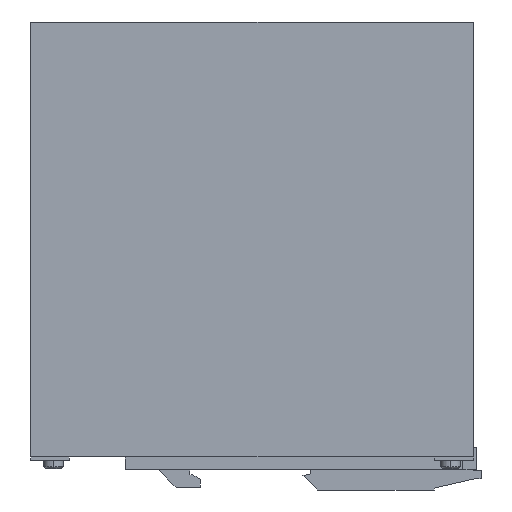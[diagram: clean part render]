
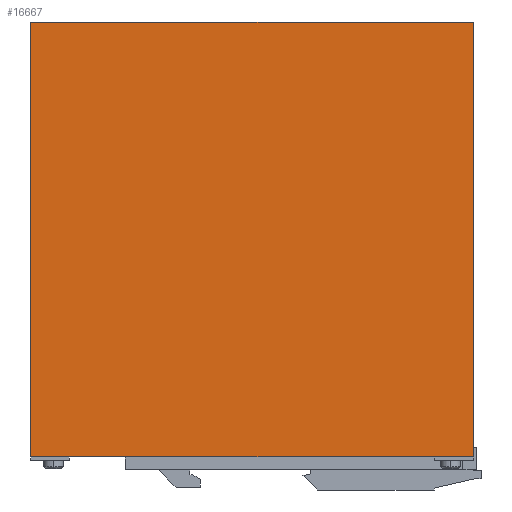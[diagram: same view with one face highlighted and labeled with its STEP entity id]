
A CAD part, left-side view. The second image highlights one B-rep face of the part: STEP entity #16667.
In plain terms, the highlighted planar face has unit normal (-1, 0, 0).
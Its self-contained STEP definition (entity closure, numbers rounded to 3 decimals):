
#28 = DIRECTION ( 'NONE',  ( 0., 1., 0. ) ) ;
#99 = AXIS2_PLACEMENT_3D ( 'NONE', #14998, #7900, #20081 ) ;
#428 = FACE_OUTER_BOUND ( 'NONE', #8810, .T. ) ;
#516 = VECTOR ( 'NONE', #21185, 1000. ) ;
#2218 = PLANE ( 'NONE',  #99 ) ;
#2359 = VERTEX_POINT ( 'NONE', #12341 ) ;
#3950 = ORIENTED_EDGE ( 'NONE', *, *, #22195, .F. ) ;
#4471 = ORIENTED_EDGE ( 'NONE', *, *, #4726, .F. ) ;
#4726 = EDGE_CURVE ( 'NONE', #6061, #2359, #18353, .T. ) ;
#5484 = LINE ( 'NONE', #10471, #5543 ) ;
#5543 = VECTOR ( 'NONE', #28, 1000. ) ;
#5645 = CARTESIAN_POINT ( 'NONE',  ( -31., -63.5, -124.6 ) ) ;
#5912 = EDGE_CURVE ( 'NONE', #9099, #6061, #20255, .T. ) ;
#6061 = VERTEX_POINT ( 'NONE', #6635 ) ;
#6635 = CARTESIAN_POINT ( 'NONE',  ( -31., 63.5, 0.2 ) ) ;
#6747 = EDGE_CURVE ( 'NONE', #20725, #9099, #5484, .T. ) ;
#6763 = VECTOR ( 'NONE', #16683, 1000. ) ;
#7900 = DIRECTION ( 'NONE',  ( -1., 0., 0. ) ) ;
#8085 = ORIENTED_EDGE ( 'NONE', *, *, #6747, .F. ) ;
#8810 = EDGE_LOOP ( 'NONE', ( #20567, #8085, #3950, #4471 ) ) ;
#9099 = VERTEX_POINT ( 'NONE', #10134 ) ;
#10074 = LINE ( 'NONE', #19064, #516 ) ;
#10134 = CARTESIAN_POINT ( 'NONE',  ( -31., 63.5, -124.6 ) ) ;
#10471 = CARTESIAN_POINT ( 'NONE',  ( -31., -63.5, -124.6 ) ) ;
#12341 = CARTESIAN_POINT ( 'NONE',  ( -31., -63.5, 0.2 ) ) ;
#14919 = CARTESIAN_POINT ( 'NONE',  ( -31., 63.5, 0.2 ) ) ;
#14998 = CARTESIAN_POINT ( 'NONE',  ( -31., 0., 0. ) ) ;
#15147 = DIRECTION ( 'NONE',  ( 0., -1., 0. ) ) ;
#15295 = VECTOR ( 'NONE', #15147, 1000. ) ;
#16667 = ADVANCED_FACE ( 'NONE', ( #428 ), #2218, .T. ) ;
#16683 = DIRECTION ( 'NONE',  ( 0., 0., 1. ) ) ;
#18353 = LINE ( 'NONE', #14919, #15295 ) ;
#19064 = CARTESIAN_POINT ( 'NONE',  ( -31., -63.5, 0.2 ) ) ;
#20081 = DIRECTION ( 'NONE',  ( 0., 0., 1. ) ) ;
#20255 = LINE ( 'NONE', #22149, #6763 ) ;
#20567 = ORIENTED_EDGE ( 'NONE', *, *, #5912, .F. ) ;
#20725 = VERTEX_POINT ( 'NONE', #5645 ) ;
#21185 = DIRECTION ( 'NONE',  ( 0., 0., -1. ) ) ;
#22149 = CARTESIAN_POINT ( 'NONE',  ( -31., 63.5, 0.2 ) ) ;
#22195 = EDGE_CURVE ( 'NONE', #2359, #20725, #10074, .T. ) ;
